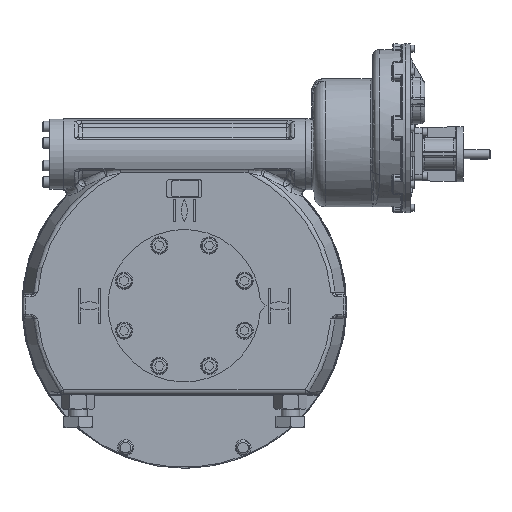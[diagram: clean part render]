
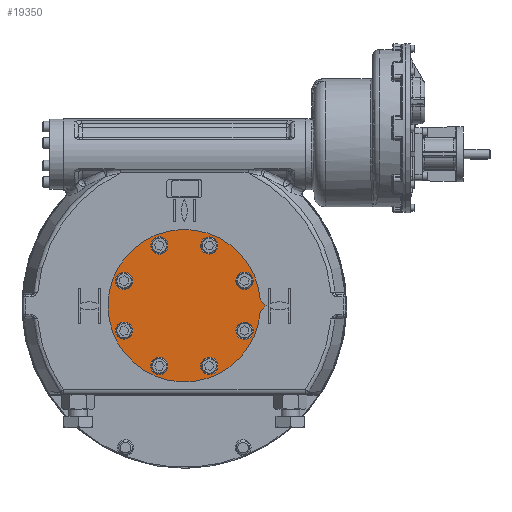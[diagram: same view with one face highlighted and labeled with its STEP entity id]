
A CAD part, top view. The second image highlights one B-rep face of the part: STEP entity #19350.
In plain terms, the highlighted planar face has unit normal (0, 0, 1).
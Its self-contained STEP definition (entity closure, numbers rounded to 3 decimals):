
#1238=LINE('',#47652,#2403);
#1242=LINE('',#47661,#2407);
#2403=VECTOR('',#27199,1000.);
#2407=VECTOR('',#27205,1000.);
#8232=ORIENTED_EDGE('',*,*,#11509,.F.);
#8233=ORIENTED_EDGE('',*,*,#11510,.F.);
#8234=ORIENTED_EDGE('',*,*,#11511,.F.);
#8235=ORIENTED_EDGE('',*,*,#11512,.F.);
#8236=ORIENTED_EDGE('',*,*,#11513,.F.);
#8237=ORIENTED_EDGE('',*,*,#11514,.F.);
#8238=ORIENTED_EDGE('',*,*,#11515,.F.);
#8239=ORIENTED_EDGE('',*,*,#11516,.F.);
#8240=ORIENTED_EDGE('',*,*,#11500,.T.);
#8241=ORIENTED_EDGE('',*,*,#11504,.T.);
#8242=ORIENTED_EDGE('',*,*,#11507,.T.);
#11500=EDGE_CURVE('',#13571,#13572,#1238,.T.);
#11504=EDGE_CURVE('',#13572,#13575,#1242,.T.);
#11507=EDGE_CURVE('',#13575,#13571,#14746,.T.);
#11509=EDGE_CURVE('',#13577,#13577,#14748,.T.);
#11510=EDGE_CURVE('',#13578,#13578,#14749,.T.);
#11511=EDGE_CURVE('',#13579,#13579,#14750,.T.);
#11512=EDGE_CURVE('',#13580,#13580,#14751,.T.);
#11513=EDGE_CURVE('',#13581,#13581,#14752,.T.);
#11514=EDGE_CURVE('',#13582,#13582,#14753,.T.);
#11515=EDGE_CURVE('',#13583,#13583,#14754,.T.);
#11516=EDGE_CURVE('',#13584,#13584,#14755,.T.);
#13571=VERTEX_POINT('',#47653);
#13572=VERTEX_POINT('',#47654);
#13575=VERTEX_POINT('',#47662);
#13577=VERTEX_POINT('',#47671);
#13578=VERTEX_POINT('',#47673);
#13579=VERTEX_POINT('',#47675);
#13580=VERTEX_POINT('',#47677);
#13581=VERTEX_POINT('',#47679);
#13582=VERTEX_POINT('',#47681);
#13583=VERTEX_POINT('',#47683);
#13584=VERTEX_POINT('',#47685);
#14746=CIRCLE('',#22396,172.5);
#14748=CIRCLE('',#22399,12.5);
#14749=CIRCLE('',#22400,12.5);
#14750=CIRCLE('',#22401,12.5);
#14751=CIRCLE('',#22402,12.5);
#14752=CIRCLE('',#22403,12.5);
#14753=CIRCLE('',#22404,12.5);
#14754=CIRCLE('',#22405,12.5);
#14755=CIRCLE('',#22406,12.5);
#16117=EDGE_LOOP('',(#8232));
#16118=EDGE_LOOP('',(#8233));
#16119=EDGE_LOOP('',(#8234));
#16120=EDGE_LOOP('',(#8235));
#16121=EDGE_LOOP('',(#8236));
#16122=EDGE_LOOP('',(#8237));
#16123=EDGE_LOOP('',(#8238));
#16124=EDGE_LOOP('',(#8239));
#16125=EDGE_LOOP('',(#8240,#8241,#8242));
#17594=FACE_BOUND('',#16117,.T.);
#17595=FACE_BOUND('',#16118,.T.);
#17596=FACE_BOUND('',#16119,.T.);
#17597=FACE_BOUND('',#16120,.T.);
#17598=FACE_BOUND('',#16121,.T.);
#17599=FACE_BOUND('',#16122,.T.);
#17600=FACE_BOUND('',#16123,.T.);
#17601=FACE_BOUND('',#16124,.T.);
#17602=FACE_BOUND('',#16125,.T.);
#18251=PLANE('',#22398);
#19350=ADVANCED_FACE('',(#17594,#17595,#17596,#17597,#17598,#17599,#17600,
#17601,#17602),#18251,.T.);
#22396=AXIS2_PLACEMENT_3D('',#47667,#27210,#27211);
#22398=AXIS2_PLACEMENT_3D('',#47669,#27214,#27215);
#22399=AXIS2_PLACEMENT_3D('',#47670,#27216,#27217);
#22400=AXIS2_PLACEMENT_3D('',#47672,#27218,#27219);
#22401=AXIS2_PLACEMENT_3D('',#47674,#27220,#27221);
#22402=AXIS2_PLACEMENT_3D('',#47676,#27222,#27223);
#22403=AXIS2_PLACEMENT_3D('',#47678,#27224,#27225);
#22404=AXIS2_PLACEMENT_3D('',#47680,#27226,#27227);
#22405=AXIS2_PLACEMENT_3D('',#47682,#27228,#27229);
#22406=AXIS2_PLACEMENT_3D('',#47684,#27230,#27231);
#27199=DIRECTION('',(0.707,0.707,0.));
#27205=DIRECTION('',(-0.707,0.707,0.));
#27210=DIRECTION('',(0.,0.,1.));
#27211=DIRECTION('',(1.,0.,0.));
#27214=DIRECTION('',(0.,0.,1.));
#27215=DIRECTION('',(1.,0.,0.));
#27216=DIRECTION('',(0.,0.,1.));
#27217=DIRECTION('',(0.707,-0.707,0.));
#27218=DIRECTION('',(0.,0.,1.));
#27219=DIRECTION('',(0.,-1.,0.));
#27220=DIRECTION('',(0.,0.,1.));
#27221=DIRECTION('',(-0.707,-0.707,0.));
#27222=DIRECTION('',(0.,0.,1.));
#27223=DIRECTION('',(-1.,0.,0.));
#27224=DIRECTION('',(0.,0.,1.));
#27225=DIRECTION('',(-0.707,0.707,0.));
#27226=DIRECTION('',(0.,0.,1.));
#27227=DIRECTION('',(0.,1.,0.));
#27228=DIRECTION('',(0.,0.,1.));
#27229=DIRECTION('',(0.707,0.707,0.));
#27230=DIRECTION('',(0.,0.,1.));
#27231=DIRECTION('',(1.,0.,0.));
#47652=CARTESIAN_POINT('',(185.,0.,78.25));
#47653=CARTESIAN_POINT('',(172.01,-12.99,78.25));
#47654=CARTESIAN_POINT('',(185.,0.,78.25));
#47661=CARTESIAN_POINT('',(185.,0.,78.25));
#47662=CARTESIAN_POINT('',(172.01,12.99,78.25));
#47667=CARTESIAN_POINT('',(0.,0.,78.25));
#47669=CARTESIAN_POINT('',(0.,0.,78.25));
#47670=CARTESIAN_POINT('',(56.446,-136.272,78.25));
#47671=CARTESIAN_POINT('',(65.285,-145.111,78.25));
#47672=CARTESIAN_POINT('',(-56.446,-136.272,78.25));
#47673=CARTESIAN_POINT('',(-56.446,-148.772,78.25));
#47674=CARTESIAN_POINT('',(-136.272,-56.446,78.25));
#47675=CARTESIAN_POINT('',(-145.111,-65.285,78.25));
#47676=CARTESIAN_POINT('',(-136.272,56.446,78.25));
#47677=CARTESIAN_POINT('',(-148.772,56.446,78.25));
#47678=CARTESIAN_POINT('',(-56.446,136.272,78.25));
#47679=CARTESIAN_POINT('',(-65.285,145.111,78.25));
#47680=CARTESIAN_POINT('',(56.446,136.272,78.25));
#47681=CARTESIAN_POINT('',(56.446,148.772,78.25));
#47682=CARTESIAN_POINT('',(136.272,56.446,78.25));
#47683=CARTESIAN_POINT('',(145.111,65.285,78.25));
#47684=CARTESIAN_POINT('',(136.272,-56.446,78.25));
#47685=CARTESIAN_POINT('',(148.772,-56.446,78.25));
